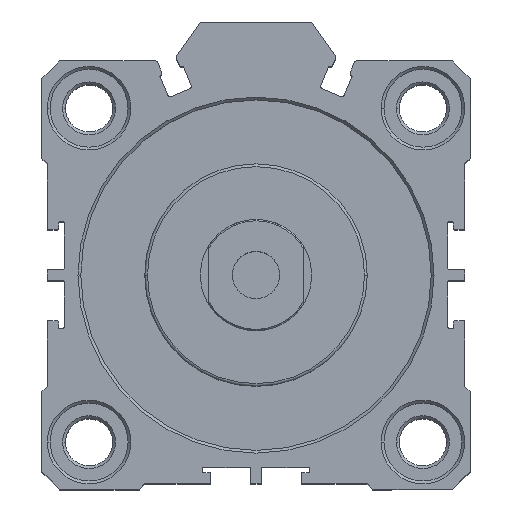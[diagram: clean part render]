
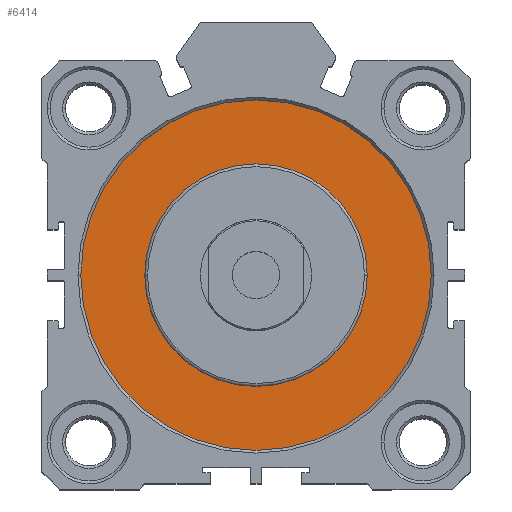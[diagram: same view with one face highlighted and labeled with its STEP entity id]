
A CAD part, top view. The second image highlights one B-rep face of the part: STEP entity #6414.
In plain terms, the highlighted planar face has unit normal (0, 0, 1).
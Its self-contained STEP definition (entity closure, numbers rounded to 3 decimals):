
#48 = EDGE_CURVE ( 'NONE', #406, #3279, #259, .T. ) ;
#204 = DIRECTION ( 'NONE',  ( 1., 0., 0. ) ) ;
#209 = EDGE_LOOP ( 'NONE', ( #6222, #640 ) ) ;
#259 = CIRCLE ( 'NONE', #6165, 31.5 ) ;
#312 = FACE_OUTER_BOUND ( 'NONE', #209, .T. ) ;
#406 = VERTEX_POINT ( 'NONE', #6085 ) ;
#445 = PLANE ( 'NONE',  #7639 ) ;
#470 = CARTESIAN_POINT ( 'NONE',  ( 0., 0., 30.3 ) ) ;
#640 = ORIENTED_EDGE ( 'NONE', *, *, #1104, .T. ) ;
#1104 = EDGE_CURVE ( 'NONE', #3279, #406, #2390, .T. ) ;
#1170 = AXIS2_PLACEMENT_3D ( 'NONE', #5454, #1731, #6082 ) ;
#1371 = DIRECTION ( 'NONE',  ( 0., 0., 1. ) ) ;
#1723 = DIRECTION ( 'NONE',  ( 0., 0., 1. ) ) ;
#1731 = DIRECTION ( 'NONE',  ( 0., 0., 1. ) ) ;
#1990 = CIRCLE ( 'NONE', #7894, 20. ) ;
#2242 = CIRCLE ( 'NONE', #1170, 20. ) ;
#2390 = CIRCLE ( 'NONE', #2481, 31.5 ) ;
#2481 = AXIS2_PLACEMENT_3D ( 'NONE', #7630, #3939, #204 ) ;
#2493 = ORIENTED_EDGE ( 'NONE', *, *, #7521, .F. ) ;
#2747 = CARTESIAN_POINT ( 'NONE',  ( 0., 0., 30.3 ) ) ;
#3116 = VERTEX_POINT ( 'NONE', #4316 ) ;
#3279 = VERTEX_POINT ( 'NONE', #6470 ) ;
#3369 = DIRECTION ( 'NONE',  ( 1., 0., 0. ) ) ;
#3636 = FACE_BOUND ( 'NONE', #4322, .T. ) ;
#3939 = DIRECTION ( 'NONE',  ( 0., 0., 1. ) ) ;
#4316 = CARTESIAN_POINT ( 'NONE',  ( -20., 0., 30.3 ) ) ;
#4322 = EDGE_LOOP ( 'NONE', ( #6825, #2493 ) ) ;
#4612 = EDGE_CURVE ( 'NONE', #3116, #6599, #1990, .T. ) ;
#5112 = CARTESIAN_POINT ( 'NONE',  ( 0., 0., 30.3 ) ) ;
#5454 = CARTESIAN_POINT ( 'NONE',  ( 0., 0., 30.3 ) ) ;
#5725 = DIRECTION ( 'NONE',  ( 1., 0., 0. ) ) ;
#6079 = DIRECTION ( 'NONE',  ( 1., 0., 0. ) ) ;
#6082 = DIRECTION ( 'NONE',  ( 1., 0., 0. ) ) ;
#6085 = CARTESIAN_POINT ( 'NONE',  ( 31.5, 0., 30.3 ) ) ;
#6165 = AXIS2_PLACEMENT_3D ( 'NONE', #2747, #7055, #3369 ) ;
#6222 = ORIENTED_EDGE ( 'NONE', *, *, #48, .T. ) ;
#6414 = ADVANCED_FACE ( 'NONE', ( #3636, #312 ), #445, .T. ) ;
#6470 = CARTESIAN_POINT ( 'NONE',  ( -31.5, 0., 30.3 ) ) ;
#6599 = VERTEX_POINT ( 'NONE', #6843 ) ;
#6825 = ORIENTED_EDGE ( 'NONE', *, *, #4612, .F. ) ;
#6843 = CARTESIAN_POINT ( 'NONE',  ( 20., 0., 30.3 ) ) ;
#7055 = DIRECTION ( 'NONE',  ( 0., 0., 1. ) ) ;
#7521 = EDGE_CURVE ( 'NONE', #6599, #3116, #2242, .T. ) ;
#7630 = CARTESIAN_POINT ( 'NONE',  ( 0., 0., 30.3 ) ) ;
#7639 = AXIS2_PLACEMENT_3D ( 'NONE', #470, #1723, #6079 ) ;
#7894 = AXIS2_PLACEMENT_3D ( 'NONE', #5112, #1371, #5725 ) ;
